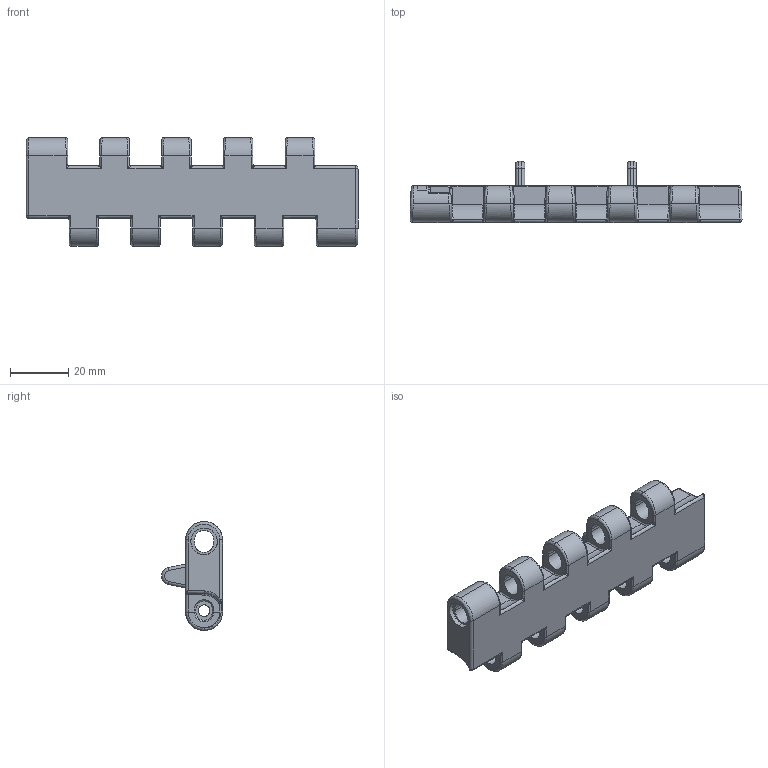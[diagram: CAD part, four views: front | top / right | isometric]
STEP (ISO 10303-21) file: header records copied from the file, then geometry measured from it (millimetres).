
FILE_DESCRIPTION (( 'STEP AP214' ), '1' );
FILE_NAME ('LF9255MC.0134P2.STEP', '2021-03-12T08:35:25', ( '' ), ( '' ), 'SwSTEP 2.0', 'SolidWorks 2019', '' );
FILE_SCHEMA (( 'AUTOMOTIVE_DESIGN' ));
Length unit declared in the file: millimetre
Products named in the file (1): LF9255MC.0134P2
Bounding box: 114.24 x 21 x 37.5 mm (x, y, z)
Volume: 24351 mm3; surface area: 14586.4 mm2
Topology: 1 solids, 2 shells, 828 faces, 2073 edges, 1172 vertices
Faces by surface type: bspline 320, cylinder 312, plane 147, torus 39, sphere 7, cone 3
Entity records: 35254 total; most frequent: CARTESIAN_POINT 19175, ORIENTED_EDGE 4014, DIRECTION 2594, EDGE_CURVE 2007, VERTEX_POINT 1172, AXIS2_PLACEMENT_3D 989, EDGE_LOOP 837, ADVANCED_FACE 828
